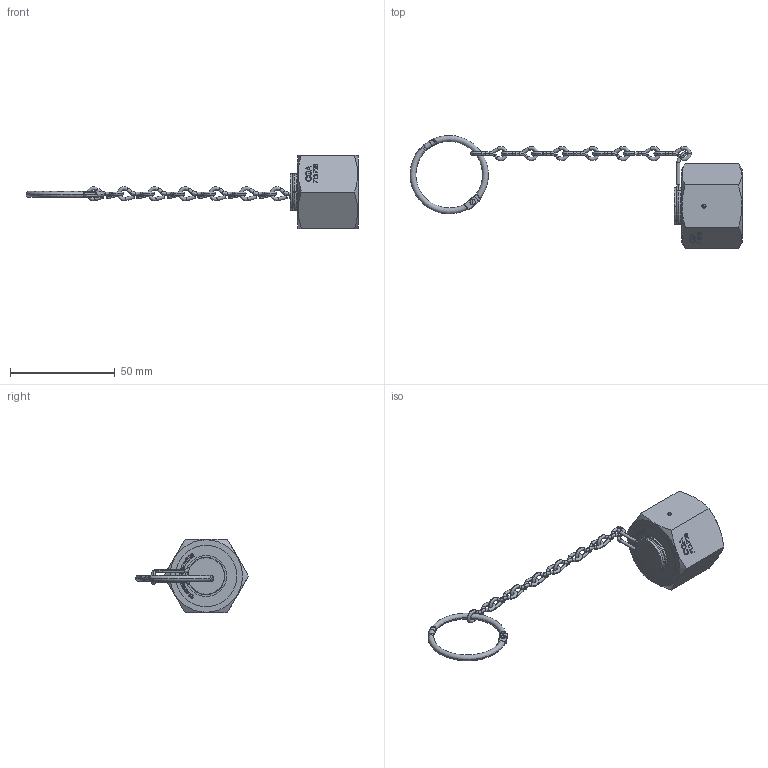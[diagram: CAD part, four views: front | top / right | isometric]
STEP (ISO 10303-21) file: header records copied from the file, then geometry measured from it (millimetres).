
FILE_DESCRIPTION (( 'STEP AP203' ), '1' );
FILE_NAME ('CAP-GT71SS-NI.STEP', '2025-08-25T12:49:09', ( '' ), ( '' ), 'SwSTEP 2.0', 'SolidWorks 2018', '' );
FILE_SCHEMA (( 'CONFIG_CONTROL_DESIGN' ));
Length unit declared in the file: inch
Products named in the file (15): PRT-003606; ASY-001966; PRT-002255_SMALL PIN; PRT-002245_RING-1.187D HALF; CAP-GT71SS-NI; PRT-001180; PRT-001176; PRT-000403; ASY-000691; ASY-000211_Straight Chain; PRT-001390; PRT-004049; PRT-002742; ASY-000709; PRT-002239_STAINLESS
Assembly tree (21 placements, depth 3):
  CAP-GT71SS-NI
    PRT-001390
    ASY-000691
      PRT-003606
      PRT-000403
    ASY-000211_Straight Chain
      PRT-002239_STAINLESS  x7
    ASY-000709
      PRT-002245_RING-1.187D HALF  x2
      PRT-002255_SMALL PIN
    PRT-001180
    ASY-001966
      PRT-001176
      PRT-002742
    PRT-004049
Bounding box: 158.2 x 53.83 x 34.92 mm (x, y, z)
Volume: 24564.7 mm3; surface area: 15489.3 mm2
Topology: 17 solids, 17 shells, 968 faces, 2504 edges, 1617 vertices
Faces by surface type: plane 487, bspline 176, cylinder 173, torus 86, cone 30, sphere 16
Entity records: 36952 total; most frequent: CARTESIAN_POINT 16272, ORIENTED_EDGE 4230, DIRECTION 3344, EDGE_CURVE 2115, VERTEX_POINT 1396, LINE 1312, VECTOR 1312, AXIS2_PLACEMENT_3D 1016
